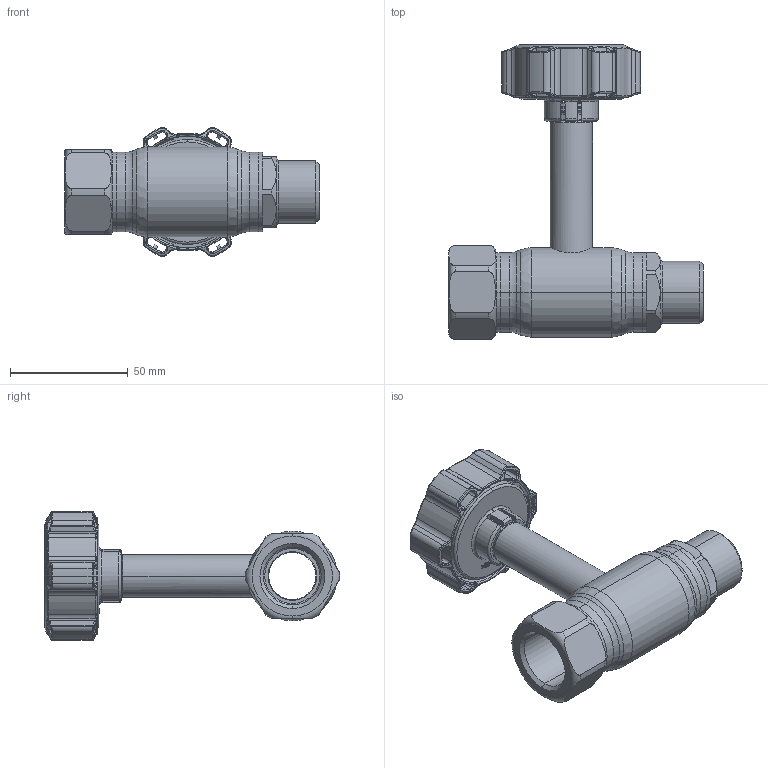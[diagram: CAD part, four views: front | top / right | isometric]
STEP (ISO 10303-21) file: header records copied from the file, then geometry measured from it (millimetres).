
FILE_DESCRIPTION (( 'STEP AP214' ), '1' );
FILE_NAME ('1020002401-1200.step', '2024-01-16T11:11:51', ( '' ), ( '' ), 'SwSTEP 2.0', 'SolidWorks 2021', '' );
FILE_SCHEMA (( 'AUTOMOTIVE_DESIGN' ));
Length unit declared in the file: millimetre
Products named in the file (1): 1020002401-1200
Bounding box: 108 x 125.09 x 54.57 mm (x, y, z)
Surface area: 34309.5 mm2 (no closed solid volume)
Topology: 0 solids, 8 shells, 545 faces, 1546 edges, 991 vertices
Faces by surface type: bspline 166, cylinder 136, plane 106, torus 87, cone 50
Entity records: 33193 total; most frequent: CARTESIAN_POINT 14585, ORIENTED_EDGE 2786, DIRECTION 2256, EDGE_CURVE 1546, VERTEX_POINT 991, AXIS2_PLACEMENT_3D 906, EDGE_LOOP 580, UNCERTAINTY_MEASURE_WITH_UNIT 547
